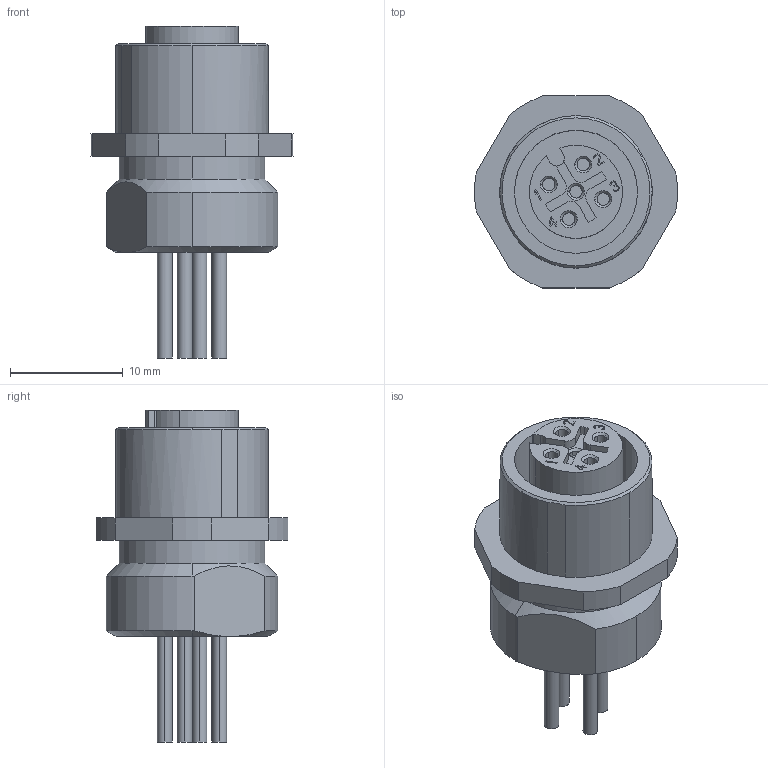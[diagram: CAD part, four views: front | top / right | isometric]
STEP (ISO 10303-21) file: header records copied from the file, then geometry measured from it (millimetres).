
FILE_DESCRIPTION(('HOOPS Exchange Step'),'2;1');
FILE_NAME('export-3BDF6074-C03F-4810-ABD3-7CC0FC317B1B.stp','2021-02-10T14:54:20+01:00',('Engineering'),('Alibre'),'HOOPS Exchange 2020.1','Alibre','Unknown authorisation');
FILE_SCHEMA( ('AP242_MANAGED_MODEL_BASED_3D_ENGINEERING_MIM_LF {1 0 10303 442 1 1 4 }') );
Length unit declared in the file: millimetre
Products named in the file (1): 3191 M12 4-poles Panel Mount Female with 100cm wiring
Bounding box: 17.96 x 17 x 29.4 mm (x, y, z)
Volume: 2771.8 mm3; surface area: 2087.3 mm2
Topology: 1 solids, 1 shells, 252 faces, 691 edges, 463 vertices
Faces by surface type: plane 162, cylinder 72, cone 18
Entity records: 8187 total; most frequent: CARTESIAN_POINT 1424, ORIENTED_EDGE 1382, DIRECTION 1378, EDGE_CURVE 691, VECTOR 496, LINE 496, VERTEX_POINT 463, AXIS2_PLACEMENT_3D 441
